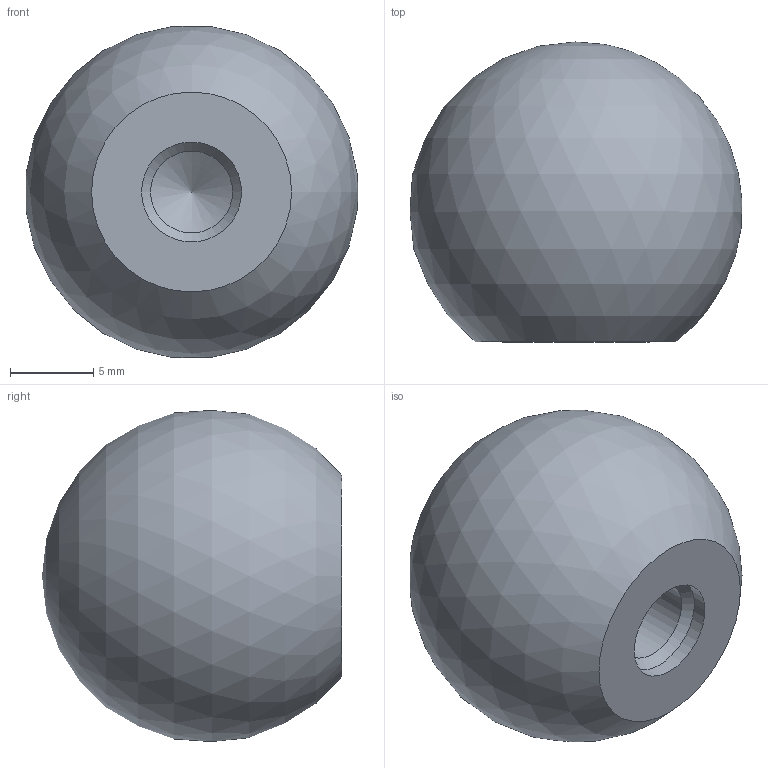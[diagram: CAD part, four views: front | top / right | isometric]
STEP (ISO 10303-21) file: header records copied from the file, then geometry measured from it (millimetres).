
FILE_DESCRIPTION( ( 'STEP AP214' ), '1' );
FILE_NAME( 'K0159.12006.stp', '2020-11-26T09:48:54', ( '' ), ( '' ), ' ', 'PARTsolutions', ' ' );
FILE_SCHEMA( ( 'AUTOMOTIVE_DESIGN { 1 0 10303 214 1 1 1 1 }' ) );
Length unit declared in the file: millimetre
Products named in the file (1): _K0159.12006
Bounding box: 19.92 x 18 x 19.87 mm (x, y, z)
Volume: 3880.5 mm3; surface area: 1384.8 mm2
Topology: 1 solids, 1 shells, 6 faces, 13 edges, 8 vertices
Faces by surface type: cone 2, cylinder 2, plane 1, sphere 1
Full cylindrical faces by diameter (mm): 4.917 x1, 6 x1
Entity records: 186 total; most frequent: DIRECTION 24, CARTESIAN_POINT 19, AXIS2_PLACEMENT_3D 12, EDGE_LOOP 10, ORIENTED_EDGE 10, FACE_OUTER_BOUND 8, VERTEX_POINT 7, STYLED_ITEM 6
